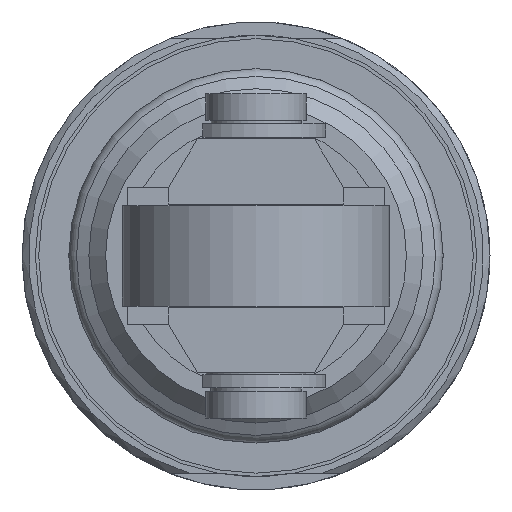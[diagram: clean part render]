
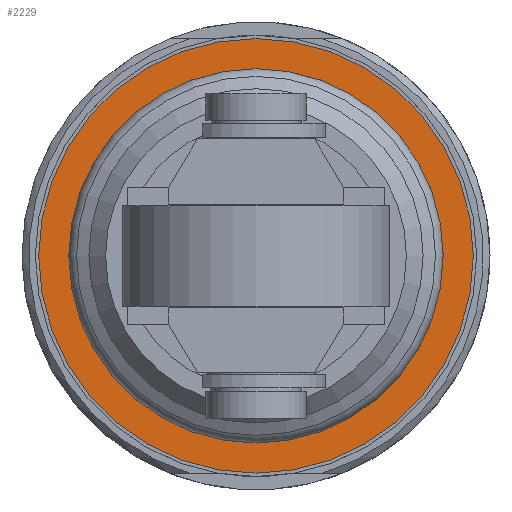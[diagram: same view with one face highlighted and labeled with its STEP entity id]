
A CAD part, left-side view. The second image highlights one B-rep face of the part: STEP entity #2229.
In plain terms, the highlighted planar face has unit normal (-1, 0, 0).
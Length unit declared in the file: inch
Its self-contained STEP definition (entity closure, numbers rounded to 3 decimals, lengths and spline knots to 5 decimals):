
#60 = DIRECTION ( 'NONE',  ( 1., 0., 0. ) ) ;
#186 = VERTEX_POINT ( 'NONE', #1424 ) ;
#380 = FACE_OUTER_BOUND ( 'NONE', #1522, .T. ) ;
#544 = ORIENTED_EDGE ( 'NONE', *, *, #574, .T. ) ;
#570 = CARTESIAN_POINT ( 'NONE',  ( 1.04331, 0., 0. ) ) ;
#574 = EDGE_CURVE ( 'NONE', #2476, #2476, #1529, .T. ) ;
#576 = EDGE_LOOP ( 'NONE', ( #1792 ) ) ;
#630 = DIRECTION ( 'NONE',  ( -1., 0., 0. ) ) ;
#844 = PLANE ( 'NONE',  #1403 ) ;
#994 = CIRCLE ( 'NONE', #1369, 0.21883 ) ;
#1033 = DIRECTION ( 'NONE',  ( 0., 0., 1. ) ) ;
#1369 = AXIS2_PLACEMENT_3D ( 'NONE', #1445, #630, #1033 ) ;
#1403 = AXIS2_PLACEMENT_3D ( 'NONE', #1860, #60, #2053 ) ;
#1419 = AXIS2_PLACEMENT_3D ( 'NONE', #570, #2536, #1756 ) ;
#1424 = CARTESIAN_POINT ( 'NONE',  ( 1.04331, 0., 0.21883 ) ) ;
#1445 = CARTESIAN_POINT ( 'NONE',  ( 1.04331, 0., 0. ) ) ;
#1522 = EDGE_LOOP ( 'NONE', ( #544 ) ) ;
#1529 = CIRCLE ( 'NONE', #1419, 0.25591 ) ;
#1638 = EDGE_CURVE ( 'NONE', #186, #186, #994, .T. ) ;
#1756 = DIRECTION ( 'NONE',  ( 0., 0., 1. ) ) ;
#1792 = ORIENTED_EDGE ( 'NONE', *, *, #1638, .F. ) ;
#1860 = CARTESIAN_POINT ( 'NONE',  ( 1.04331, 0.25591, 0. ) ) ;
#2046 = FACE_BOUND ( 'NONE', #576, .T. ) ;
#2053 = DIRECTION ( 'NONE',  ( 0., 0., -1. ) ) ;
#2229 = ADVANCED_FACE ( 'NONE', ( #2046, #380 ), #844, .F. ) ;
#2476 = VERTEX_POINT ( 'NONE', #2567 ) ;
#2536 = DIRECTION ( 'NONE',  ( -1., 0., 0. ) ) ;
#2567 = CARTESIAN_POINT ( 'NONE',  ( 1.04331, 0., 0.25591 ) ) ;
